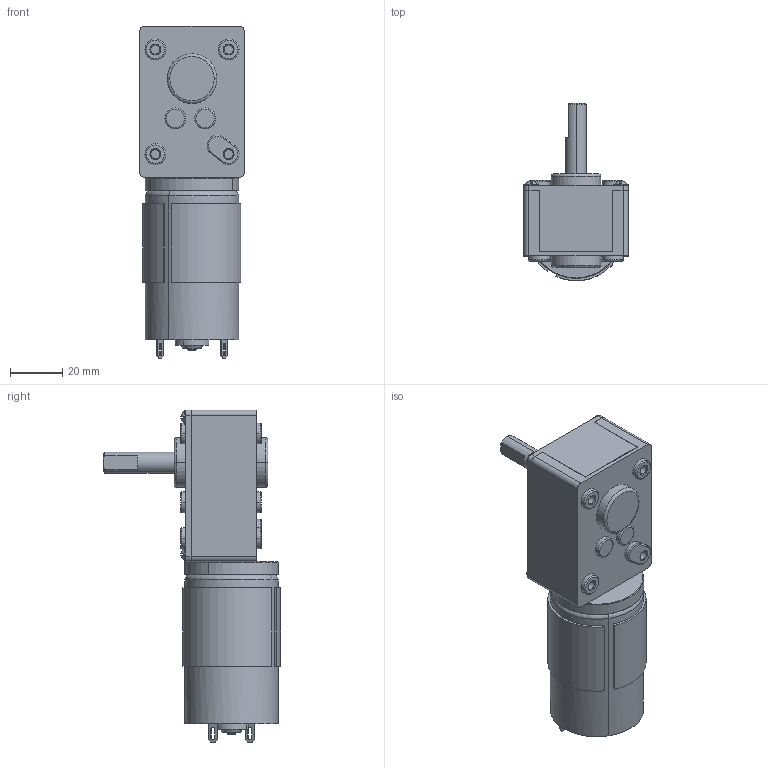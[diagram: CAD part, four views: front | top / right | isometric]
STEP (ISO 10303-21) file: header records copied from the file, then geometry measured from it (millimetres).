
FILE_DESCRIPTION((''),'2;1');
FILE_NAME('58SW-001_ASM','2024-07-10T',('86157'),(''),'PRO/ENGINEER BY PARAMETRIC TECHNOLOGY CORPORATION, 2010280','PRO/ENGINEER BY PARAMETRIC TECHNOLOGY CORPORATION, 2010280','');
FILE_SCHEMA(('CONFIG_CONTROL_DESIGN'));
Products named in the file (20): DM058P420001; DM058P520001; DM058P430001; 555-MOTOR; DM058P240001; MOTOR_ASM; DM058P410001; DM058P320001; DM037P320006; DM058P330002; DM058P330001; DM058P310001; DM058P361001; DM058P21P001; DM058P360001; DM058P530001; 58SW-003_ASM; 58SW-002_ASM; DM058P350002; 58SW-001_ASM
Assembly tree (24 placements, depth 4):
  58SW-001_ASM
    DM058P420001
    DM058P520001
    MOTOR_ASM
      DM058P430001
      555-MOTOR
      DM058P240001
    58SW-002_ASM
      DM058P410001
      DM058P520001
      DM058P320001  x2
      DM037P320006
      DM058P330002
      DM058P330001
      58SW-003_ASM
        DM058P310001
        DM058P361001
        DM058P21P001
        DM058P360001
        DM058P530001
    DM058P350002  x4
Bounding box: 40 x 67.75 x 127 mm (x, y, z)
Volume: 94972.5 mm3; surface area: 42489.2 mm2
Topology: 21 solids, 31 shells, 1302 faces, 3192 edges, 2057 vertices
Faces by surface type: cylinder 531, plane 454, cone 139, extrusion 92, torus 72, sphere 8, bspline 6
Entity records: 55313 total; most frequent: CARTESIAN_POINT 25756, DIRECTION 6447, ORIENTED_EDGE 5820, EDGE_CURVE 2928, AXIS2_PLACEMENT_3D 2510, VERTEX_POINT 1899, VECTOR 1427, EDGE_LOOP 1363
